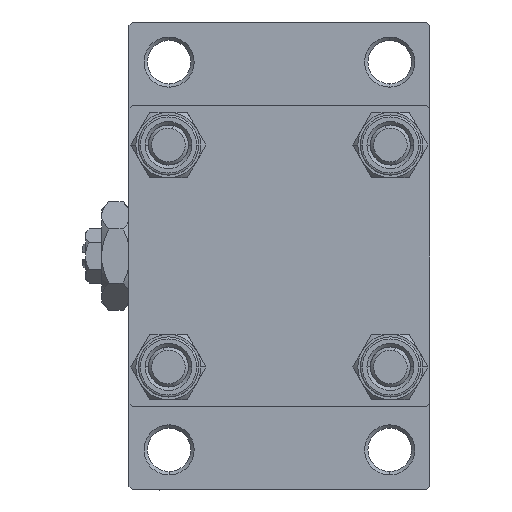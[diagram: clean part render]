
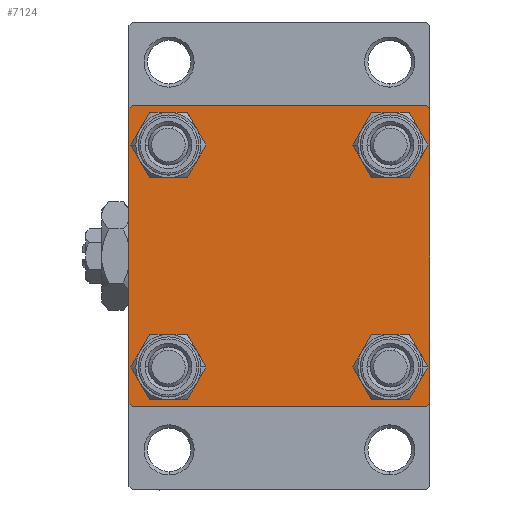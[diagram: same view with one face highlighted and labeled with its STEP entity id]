
A CAD part, left-side view. The second image highlights one B-rep face of the part: STEP entity #7124.
In plain terms, the highlighted planar face has unit normal (-1, 0, 0).
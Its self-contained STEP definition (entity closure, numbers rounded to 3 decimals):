
#218 = VECTOR ( 'NONE', #43328, 1000. ) ;
#561 = CIRCLE ( 'NONE', #32909, 3.5 ) ;
#756 = VERTEX_POINT ( 'NONE', #6677 ) ;
#1159 = DIRECTION ( 'NONE',  ( 0., 0., 1. ) ) ;
#1443 = AXIS2_PLACEMENT_3D ( 'NONE', #38329, #27668, #8174 ) ;
#1806 = AXIS2_PLACEMENT_3D ( 'NONE', #38706, #41923, #27558 ) ;
#1818 = DIRECTION ( 'NONE',  ( 0., -1., 0. ) ) ;
#1937 = EDGE_CURVE ( 'NONE', #10739, #45226, #12476, .T. ) ;
#2052 = ORIENTED_EDGE ( 'NONE', *, *, #41270, .T. ) ;
#2508 = EDGE_CURVE ( 'NONE', #8989, #17096, #561, .T. ) ;
#2650 = VERTEX_POINT ( 'NONE', #31558 ) ;
#2778 = DIRECTION ( 'NONE',  ( 1., 0., 0. ) ) ;
#3343 = AXIS2_PLACEMENT_3D ( 'NONE', #30570, #38738, #28311 ) ;
#3930 = EDGE_LOOP ( 'NONE', ( #17394, #6599 ) ) ;
#4732 = PLANE ( 'NONE',  #26705 ) ;
#5077 = DIRECTION ( 'NONE',  ( 0., 0., 1. ) ) ;
#5335 = CARTESIAN_POINT ( 'NONE',  ( 0., -16.6, 16.6 ) ) ;
#5509 = ORIENTED_EDGE ( 'NONE', *, *, #17788, .T. ) ;
#5524 = VERTEX_POINT ( 'NONE', #41428 ) ;
#5554 = VECTOR ( 'NONE', #47945, 1000. ) ;
#6438 = LINE ( 'NONE', #33369, #36591 ) ;
#6599 = ORIENTED_EDGE ( 'NONE', *, *, #22959, .T. ) ;
#6677 = CARTESIAN_POINT ( 'NONE',  ( 0., -22., -22.5 ) ) ;
#7021 = ORIENTED_EDGE ( 'NONE', *, *, #44771, .T. ) ;
#7124 = ADVANCED_FACE ( 'NONE', ( #14634, #11894, #8430, #34623, #38579 ), #4732, .T. ) ;
#7466 = DIRECTION ( 'NONE',  ( 0., 0., 1. ) ) ;
#8174 = DIRECTION ( 'NONE',  ( 0., 0., 1. ) ) ;
#8430 = FACE_BOUND ( 'NONE', #3930, .T. ) ;
#8816 = EDGE_CURVE ( 'NONE', #17096, #8989, #48765, .T. ) ;
#8989 = VERTEX_POINT ( 'NONE', #39001 ) ;
#9704 = AXIS2_PLACEMENT_3D ( 'NONE', #5335, #12510, #1159 ) ;
#9718 = DIRECTION ( 'NONE',  ( 0., 0., -1. ) ) ;
#9845 = ORIENTED_EDGE ( 'NONE', *, *, #24778, .T. ) ;
#10330 = VECTOR ( 'NONE', #9718, 1000. ) ;
#10457 = CIRCLE ( 'NONE', #38108, 3.5 ) ;
#10595 = DIRECTION ( 'NONE',  ( 1., 0., 0. ) ) ;
#10720 = CARTESIAN_POINT ( 'NONE',  ( 0., 22., -22.5 ) ) ;
#10739 = VERTEX_POINT ( 'NONE', #19627 ) ;
#11737 = VERTEX_POINT ( 'NONE', #17142 ) ;
#11803 = CARTESIAN_POINT ( 'NONE',  ( 0., 16.6, 13.1 ) ) ;
#11894 = FACE_BOUND ( 'NONE', #33458, .T. ) ;
#12476 = LINE ( 'NONE', #27524, #14748 ) ;
#12510 = DIRECTION ( 'NONE',  ( 1., 0., 0. ) ) ;
#12870 = DIRECTION ( 'NONE',  ( 0., 0., 1. ) ) ;
#13281 = ORIENTED_EDGE ( 'NONE', *, *, #41663, .F. ) ;
#13788 = EDGE_CURVE ( 'NONE', #19145, #2650, #35855, .T. ) ;
#13865 = ORIENTED_EDGE ( 'NONE', *, *, #41285, .T. ) ;
#14079 = AXIS2_PLACEMENT_3D ( 'NONE', #21357, #21111, #35946 ) ;
#14274 = EDGE_LOOP ( 'NONE', ( #25351, #7021, #35435, #9845, #42219, #43093, #13281, #28957 ) ) ;
#14634 = FACE_BOUND ( 'NONE', #16430, .T. ) ;
#14661 = CARTESIAN_POINT ( 'NONE',  ( 0., -16.6, -13.1 ) ) ;
#14748 = VECTOR ( 'NONE', #32224, 1000. ) ;
#15620 = CIRCLE ( 'NONE', #14079, 3.5 ) ;
#16430 = EDGE_LOOP ( 'NONE', ( #2052, #23209 ) ) ;
#17096 = VERTEX_POINT ( 'NONE', #14661 ) ;
#17142 = CARTESIAN_POINT ( 'NONE',  ( 0., -16.6, 20.1 ) ) ;
#17150 = VERTEX_POINT ( 'NONE', #37880 ) ;
#17394 = ORIENTED_EDGE ( 'NONE', *, *, #30562, .T. ) ;
#17788 = EDGE_CURVE ( 'NONE', #28129, #41307, #18325, .T. ) ;
#18325 = CIRCLE ( 'NONE', #3343, 3.5 ) ;
#18524 = DIRECTION ( 'NONE',  ( 0., -1., 0. ) ) ;
#18628 = LINE ( 'NONE', #33706, #41324 ) ;
#19145 = VERTEX_POINT ( 'NONE', #33691 ) ;
#19627 = CARTESIAN_POINT ( 'NONE',  ( 0., 22., 22.5 ) ) ;
#21111 = DIRECTION ( 'NONE',  ( 1., 0., 0. ) ) ;
#21357 = CARTESIAN_POINT ( 'NONE',  ( 0., 16.6, -16.6 ) ) ;
#21505 = VECTOR ( 'NONE', #1818, 1000. ) ;
#21634 = VERTEX_POINT ( 'NONE', #21849 ) ;
#21849 = CARTESIAN_POINT ( 'NONE',  ( 0., 16.6, -20.1 ) ) ;
#22103 = DIRECTION ( 'NONE',  ( 1., 0., 0. ) ) ;
#22959 = EDGE_CURVE ( 'NONE', #21634, #28395, #10457, .T. ) ;
#23095 = CIRCLE ( 'NONE', #1806, 3.5 ) ;
#23209 = ORIENTED_EDGE ( 'NONE', *, *, #48076, .T. ) ;
#23381 = CARTESIAN_POINT ( 'NONE',  ( 0., 16.6, 20.1 ) ) ;
#24778 = EDGE_CURVE ( 'NONE', #756, #17150, #18628, .T. ) ;
#25351 = ORIENTED_EDGE ( 'NONE', *, *, #37278, .T. ) ;
#25515 = CARTESIAN_POINT ( 'NONE',  ( 0., 22.25, -22.25 ) ) ;
#26163 = DIRECTION ( 'NONE',  ( 0., 0., -1. ) ) ;
#26401 = AXIS2_PLACEMENT_3D ( 'NONE', #40574, #2778, #5077 ) ;
#26703 = DIRECTION ( 'NONE',  ( -1., 0., 0. ) ) ;
#26705 = AXIS2_PLACEMENT_3D ( 'NONE', #34869, #26703, #7466 ) ;
#27524 = CARTESIAN_POINT ( 'NONE',  ( 0., 22.25, 22.25 ) ) ;
#27558 = DIRECTION ( 'NONE',  ( 0., 0., 1. ) ) ;
#27668 = DIRECTION ( 'NONE',  ( 1., 0., 0. ) ) ;
#28129 = VERTEX_POINT ( 'NONE', #11803 ) ;
#28311 = DIRECTION ( 'NONE',  ( 0., 0., 1. ) ) ;
#28395 = VERTEX_POINT ( 'NONE', #29543 ) ;
#28417 = CARTESIAN_POINT ( 'NONE',  ( 0., -22.25, 22.25 ) ) ;
#28957 = ORIENTED_EDGE ( 'NONE', *, *, #1937, .T. ) ;
#29356 = CARTESIAN_POINT ( 'NONE',  ( 0., -16.6, -16.6 ) ) ;
#29543 = CARTESIAN_POINT ( 'NONE',  ( 0., 16.6, -13.1 ) ) ;
#29693 = VERTEX_POINT ( 'NONE', #33871 ) ;
#30562 = EDGE_CURVE ( 'NONE', #28395, #21634, #15620, .T. ) ;
#30570 = CARTESIAN_POINT ( 'NONE',  ( 0., 16.6, 16.6 ) ) ;
#30802 = CARTESIAN_POINT ( 'NONE',  ( 0., 22.5, 22. ) ) ;
#30996 = CIRCLE ( 'NONE', #9704, 3.5 ) ;
#31558 = CARTESIAN_POINT ( 'NONE',  ( 0., -22., 22.5 ) ) ;
#32224 = DIRECTION ( 'NONE',  ( 0., 0.707, -0.707 ) ) ;
#32909 = AXIS2_PLACEMENT_3D ( 'NONE', #29356, #10595, #37763 ) ;
#33369 = CARTESIAN_POINT ( 'NONE',  ( 0., 22.5, -22.5 ) ) ;
#33458 = EDGE_LOOP ( 'NONE', ( #36735, #42888 ) ) ;
#33691 = CARTESIAN_POINT ( 'NONE',  ( 0., -22.5, 22. ) ) ;
#33706 = CARTESIAN_POINT ( 'NONE',  ( 0., -22.25, -22.25 ) ) ;
#33871 = CARTESIAN_POINT ( 'NONE',  ( 0., -16.6, 13.1 ) ) ;
#34623 = FACE_BOUND ( 'NONE', #43477, .T. ) ;
#34869 = CARTESIAN_POINT ( 'NONE',  ( 0., 0., 0. ) ) ;
#35415 = LINE ( 'NONE', #36407, #21505 ) ;
#35435 = ORIENTED_EDGE ( 'NONE', *, *, #42027, .T. ) ;
#35855 = LINE ( 'NONE', #28417, #5554 ) ;
#35946 = DIRECTION ( 'NONE',  ( 0., 0., 1. ) ) ;
#36407 = CARTESIAN_POINT ( 'NONE',  ( 0., 22.5, 22.5 ) ) ;
#36591 = VECTOR ( 'NONE', #18524, 1000. ) ;
#36735 = ORIENTED_EDGE ( 'NONE', *, *, #8816, .T. ) ;
#36828 = LINE ( 'NONE', #44725, #48316 ) ;
#37278 = EDGE_CURVE ( 'NONE', #45226, #5524, #40107, .T. ) ;
#37763 = DIRECTION ( 'NONE',  ( 0., 0., 1. ) ) ;
#37880 = CARTESIAN_POINT ( 'NONE',  ( 0., -22.5, -22. ) ) ;
#38108 = AXIS2_PLACEMENT_3D ( 'NONE', #40888, #22103, #12870 ) ;
#38329 = CARTESIAN_POINT ( 'NONE',  ( 0., -16.6, -16.6 ) ) ;
#38579 = FACE_OUTER_BOUND ( 'NONE', #14274, .T. ) ;
#38706 = CARTESIAN_POINT ( 'NONE',  ( 0., 16.6, 16.6 ) ) ;
#38738 = DIRECTION ( 'NONE',  ( 1., 0., 0. ) ) ;
#39001 = CARTESIAN_POINT ( 'NONE',  ( 0., -16.6, -20.1 ) ) ;
#39506 = VERTEX_POINT ( 'NONE', #10720 ) ;
#39872 = LINE ( 'NONE', #25515, #218 ) ;
#40107 = LINE ( 'NONE', #43573, #10330 ) ;
#40574 = CARTESIAN_POINT ( 'NONE',  ( 0., -16.6, 16.6 ) ) ;
#40888 = CARTESIAN_POINT ( 'NONE',  ( 0., 16.6, -16.6 ) ) ;
#41270 = EDGE_CURVE ( 'NONE', #11737, #29693, #30996, .T. ) ;
#41285 = EDGE_CURVE ( 'NONE', #41307, #28129, #23095, .T. ) ;
#41307 = VERTEX_POINT ( 'NONE', #23381 ) ;
#41324 = VECTOR ( 'NONE', #44591, 1000. ) ;
#41428 = CARTESIAN_POINT ( 'NONE',  ( 0., 22.5, -22. ) ) ;
#41663 = EDGE_CURVE ( 'NONE', #10739, #2650, #35415, .T. ) ;
#41923 = DIRECTION ( 'NONE',  ( 1., 0., 0. ) ) ;
#42027 = EDGE_CURVE ( 'NONE', #39506, #756, #6438, .T. ) ;
#42219 = ORIENTED_EDGE ( 'NONE', *, *, #43794, .F. ) ;
#42888 = ORIENTED_EDGE ( 'NONE', *, *, #2508, .T. ) ;
#43093 = ORIENTED_EDGE ( 'NONE', *, *, #13788, .T. ) ;
#43328 = DIRECTION ( 'NONE',  ( 0., -0.707, -0.707 ) ) ;
#43477 = EDGE_LOOP ( 'NONE', ( #13865, #5509 ) ) ;
#43573 = CARTESIAN_POINT ( 'NONE',  ( 0., 22.5, 22.5 ) ) ;
#43794 = EDGE_CURVE ( 'NONE', #19145, #17150, #36828, .T. ) ;
#44591 = DIRECTION ( 'NONE',  ( 0., -0.707, 0.707 ) ) ;
#44725 = CARTESIAN_POINT ( 'NONE',  ( 0., -22.5, 22.5 ) ) ;
#44771 = EDGE_CURVE ( 'NONE', #5524, #39506, #39872, .T. ) ;
#45226 = VERTEX_POINT ( 'NONE', #30802 ) ;
#47646 = CIRCLE ( 'NONE', #26401, 3.5 ) ;
#47945 = DIRECTION ( 'NONE',  ( 0., 0.707, 0.707 ) ) ;
#48076 = EDGE_CURVE ( 'NONE', #29693, #11737, #47646, .T. ) ;
#48316 = VECTOR ( 'NONE', #26163, 1000. ) ;
#48765 = CIRCLE ( 'NONE', #1443, 3.5 ) ;
